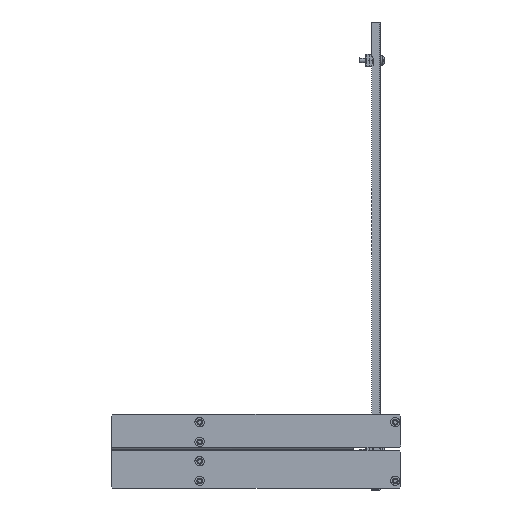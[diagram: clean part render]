
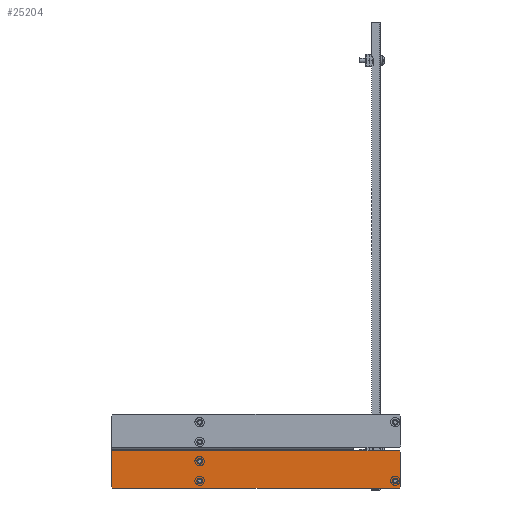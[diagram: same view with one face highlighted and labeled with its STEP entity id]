
A CAD part, left-side view. The second image highlights one B-rep face of the part: STEP entity #25204.
In plain terms, the highlighted face is planar.
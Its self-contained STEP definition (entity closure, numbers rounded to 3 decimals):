
#24014=AXIS2_PLACEMENT_3D('Circle Axis2P3D',#24012,#24013,$) ;
#24049=AXIS2_PLACEMENT_3D('Circle Axis2P3D',#24047,#24048,$) ;
#24071=AXIS2_PLACEMENT_3D('Circle Axis2P3D',#24069,#24070,$) ;
#24106=AXIS2_PLACEMENT_3D('Circle Axis2P3D',#24104,#24105,$) ;
#25037=AXIS2_PLACEMENT_3D('Plane Axis2P3D',#25034,#25035,#25036) ;
#24012=CARTESIAN_POINT('Axis2P3D Location',(53.,0.,-40.3)) ;
#24016=CARTESIAN_POINT('Vertex',(49.5,0.,-40.3)) ;
#24018=CARTESIAN_POINT('Vertex',(56.5,0.,-40.3)) ;
#24047=CARTESIAN_POINT('Axis2P3D Location',(53.,0.,-40.3)) ;
#24069=CARTESIAN_POINT('Axis2P3D Location',(-197.,0.,-40.3)) ;
#24073=CARTESIAN_POINT('Vertex',(-200.5,0.,-40.3)) ;
#24075=CARTESIAN_POINT('Vertex',(-193.5,0.,-40.3)) ;
#24104=CARTESIAN_POINT('Axis2P3D Location',(-197.,0.,-40.3)) ;
#24236=CARTESIAN_POINT('Vertex',(-308.,0.,-50.)) ;
#24239=CARTESIAN_POINT('Line Origine',(-309.,0.,-49.)) ;
#24243=CARTESIAN_POINT('Vertex',(-310.,0.,-48.)) ;
#24267=CARTESIAN_POINT('Vertex',(58.,0.,-50.)) ;
#24272=CARTESIAN_POINT('Line Origine',(-125.,0.,-50.)) ;
#24298=CARTESIAN_POINT('Vertex',(60.,0.,-48.)) ;
#24303=CARTESIAN_POINT('Line Origine',(59.,0.,-49.)) ;
#24365=CARTESIAN_POINT('Line Origine',(60.,0.,-26.)) ;
#24369=CARTESIAN_POINT('Vertex',(60.,0.,-4.)) ;
#24407=CARTESIAN_POINT('Vertex',(58.,0.,-2.)) ;
#24410=CARTESIAN_POINT('Line Origine',(59.,0.,-3.)) ;
#24711=CARTESIAN_POINT('Vertex',(0.1,0.,-2.)) ;
#24714=CARTESIAN_POINT('Line Origine',(29.05,0.,-2.)) ;
#25034=CARTESIAN_POINT('Axis2P3D Location',(0.,0.,44.5)) ;
#25174=CARTESIAN_POINT('Line Origine',(-154.95,0.,-2.)) ;
#25178=CARTESIAN_POINT('Vertex',(-310.,0.,-2.)) ;
#25181=CARTESIAN_POINT('Line Origine',(-310.,0.,-25.)) ;
#24013=DIRECTION('Axis2P3D Direction',(0.,1.,0.)) ;
#24048=DIRECTION('Axis2P3D Direction',(0.,1.,0.)) ;
#24070=DIRECTION('Axis2P3D Direction',(0.,1.,0.)) ;
#24105=DIRECTION('Axis2P3D Direction',(0.,1.,0.)) ;
#24240=DIRECTION('Vector Direction',(0.707,0.,-0.707)) ;
#24273=DIRECTION('Vector Direction',(-1.,0.,0.)) ;
#24304=DIRECTION('Vector Direction',(-0.707,0.,-0.707)) ;
#24366=DIRECTION('Vector Direction',(0.,0.,1.)) ;
#24411=DIRECTION('Vector Direction',(-0.707,0.,0.707)) ;
#24715=DIRECTION('Vector Direction',(1.,0.,0.)) ;
#25035=DIRECTION('Axis2P3D Direction',(0.,1.,0.)) ;
#25036=DIRECTION('Axis2P3D XDirection',(0.,0.,-1.)) ;
#25175=DIRECTION('Vector Direction',(-1.,0.,0.)) ;
#25182=DIRECTION('Vector Direction',(0.,0.,-1.)) ;
#24241=VECTOR('Line Direction',#24240,1.) ;
#24274=VECTOR('Line Direction',#24273,1.) ;
#24305=VECTOR('Line Direction',#24304,1.) ;
#24367=VECTOR('Line Direction',#24366,1.) ;
#24412=VECTOR('Line Direction',#24411,1.) ;
#24716=VECTOR('Line Direction',#24715,1.) ;
#25176=VECTOR('Line Direction',#25175,1.) ;
#25183=VECTOR('Line Direction',#25182,1.) ;
#25187=ORIENTED_EDGE('',*,*,#25180,.T.) ;
#25188=ORIENTED_EDGE('',*,*,#25185,.T.) ;
#25189=ORIENTED_EDGE('',*,*,#24245,.F.) ;
#25190=ORIENTED_EDGE('',*,*,#24276,.F.) ;
#25191=ORIENTED_EDGE('',*,*,#24307,.F.) ;
#25192=ORIENTED_EDGE('',*,*,#24371,.F.) ;
#25193=ORIENTED_EDGE('',*,*,#24414,.F.) ;
#25194=ORIENTED_EDGE('',*,*,#24718,.F.) ;
#25197=ORIENTED_EDGE('',*,*,#24051,.T.) ;
#25198=ORIENTED_EDGE('',*,*,#24020,.T.) ;
#25201=ORIENTED_EDGE('',*,*,#24108,.T.) ;
#25202=ORIENTED_EDGE('',*,*,#24077,.T.) ;
#25199=FACE_BOUND('',#25196,.T.) ;
#25203=FACE_BOUND('',#25200,.T.) ;
#25204=ADVANCED_FACE('PartBody',(#25195,#25199,#25203),#25038,.F.) ;
#24015=CIRCLE('generated circle',#24014,3.5) ;
#24050=CIRCLE('generated circle',#24049,3.5) ;
#24072=CIRCLE('generated circle',#24071,3.5) ;
#24107=CIRCLE('generated circle',#24106,3.5) ;
#24020=EDGE_CURVE('',#24017,#24019,#24015,.T.) ;
#24051=EDGE_CURVE('',#24019,#24017,#24050,.T.) ;
#24077=EDGE_CURVE('',#24074,#24076,#24072,.T.) ;
#24108=EDGE_CURVE('',#24076,#24074,#24107,.T.) ;
#24245=EDGE_CURVE('',#24237,#24244,#24242,.F.) ;
#24276=EDGE_CURVE('',#24268,#24237,#24275,.T.) ;
#24307=EDGE_CURVE('',#24299,#24268,#24306,.T.) ;
#24371=EDGE_CURVE('',#24370,#24299,#24368,.F.) ;
#24414=EDGE_CURVE('',#24408,#24370,#24413,.F.) ;
#24718=EDGE_CURVE('',#24712,#24408,#24717,.T.) ;
#25180=EDGE_CURVE('',#24712,#25179,#25177,.T.) ;
#25185=EDGE_CURVE('',#25179,#24244,#25184,.T.) ;
#25186=EDGE_LOOP('',(#25187,#25188,#25189,#25190,#25191,#25192,#25193,#25194)) ;
#25196=EDGE_LOOP('',(#25197,#25198)) ;
#25200=EDGE_LOOP('',(#25201,#25202)) ;
#25195=FACE_OUTER_BOUND('',#25186,.T.) ;
#24242=LINE('Line',#24239,#24241) ;
#24275=LINE('Line',#24272,#24274) ;
#24306=LINE('Line',#24303,#24305) ;
#24368=LINE('Line',#24365,#24367) ;
#24413=LINE('Line',#24410,#24412) ;
#24717=LINE('Line',#24714,#24716) ;
#25177=LINE('Line',#25174,#25176) ;
#25184=LINE('Line',#25181,#25183) ;
#25038=PLANE('',#25037) ;
#24017=VERTEX_POINT('',#24016) ;
#24019=VERTEX_POINT('',#24018) ;
#24074=VERTEX_POINT('',#24073) ;
#24076=VERTEX_POINT('',#24075) ;
#24237=VERTEX_POINT('',#24236) ;
#24244=VERTEX_POINT('',#24243) ;
#24268=VERTEX_POINT('',#24267) ;
#24299=VERTEX_POINT('',#24298) ;
#24370=VERTEX_POINT('',#24369) ;
#24408=VERTEX_POINT('',#24407) ;
#24712=VERTEX_POINT('',#24711) ;
#25179=VERTEX_POINT('',#25178) ;
